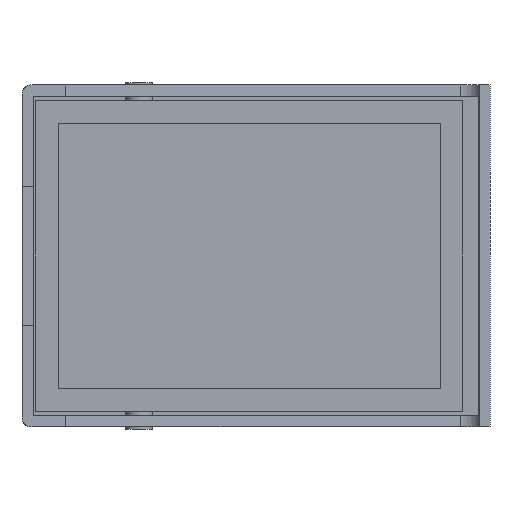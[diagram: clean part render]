
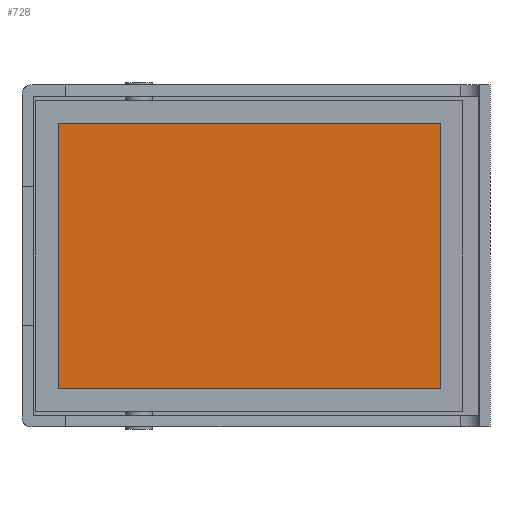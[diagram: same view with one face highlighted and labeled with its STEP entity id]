
A CAD part, front view. The second image highlights one B-rep face of the part: STEP entity #728.
In plain terms, the highlighted planar face has unit normal (0, -1, 0).
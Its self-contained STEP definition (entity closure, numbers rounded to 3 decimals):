
#728 = ADVANCED_FACE( '', ( #1452 ), #1453, .F. );
#1452 = FACE_OUTER_BOUND( '', #2187, .T. );
#1453 = PLANE( '', #2188 );
#2187 = EDGE_LOOP( '', ( #4070, #4071, #4072, #4073 ) );
#2188 = AXIS2_PLACEMENT_3D( '', #4074, #4075, #4076 );
#4070 = ORIENTED_EDGE( '', *, *, #4479, .F. );
#4071 = ORIENTED_EDGE( '', *, *, #4242, .F. );
#4072 = ORIENTED_EDGE( '', *, *, #4752, .F. );
#4073 = ORIENTED_EDGE( '', *, *, #4867, .F. );
#4074 = CARTESIAN_POINT( '', ( 0., 0., 0. ) );
#4075 = DIRECTION( '', ( 0., 1., 0. ) );
#4076 = DIRECTION( '', ( 0., 0., 1. ) );
#4242 = EDGE_CURVE( '', #5052, #5053, #5054, .T. );
#4479 = EDGE_CURVE( '', #5053, #5461, #5462, .T. );
#4752 = EDGE_CURVE( '', #5886, #5052, #5887, .T. );
#4867 = EDGE_CURVE( '', #5461, #5886, #6043, .T. );
#5052 = VERTEX_POINT( '', #6250 );
#5053 = VERTEX_POINT( '', #6251 );
#5054 = LINE( '', #6252, #6253 );
#5461 = VERTEX_POINT( '', #6809 );
#5462 = LINE( '', #6810, #6811 );
#5886 = VERTEX_POINT( '', #7389 );
#5887 = LINE( '', #7390, #7391 );
#6043 = LINE( '', #7610, #7611 );
#6250 = CARTESIAN_POINT( '', ( 90., 0., -29.5 ) );
#6251 = CARTESIAN_POINT( '', ( 5., 0., -29.5 ) );
#6252 = CARTESIAN_POINT( '', ( 90., 0., -29.5 ) );
#6253 = VECTOR( '', #7849, 1000. );
#6809 = CARTESIAN_POINT( '', ( 5., 0., 29.5 ) );
#6810 = CARTESIAN_POINT( '', ( 5., 0., -29.5 ) );
#6811 = VECTOR( '', #8126, 1000. );
#7389 = CARTESIAN_POINT( '', ( 90., 0., 29.5 ) );
#7390 = CARTESIAN_POINT( '', ( 90., 0., 29.5 ) );
#7391 = VECTOR( '', #8489, 1000. );
#7610 = CARTESIAN_POINT( '', ( 5., 0., 29.5 ) );
#7611 = VECTOR( '', #8598, 1000. );
#7849 = DIRECTION( '', ( -1., 0., 0. ) );
#8126 = DIRECTION( '', ( 0., 0., 1. ) );
#8489 = DIRECTION( '', ( 0., 0., -1. ) );
#8598 = DIRECTION( '', ( 1., 0., 0. ) );
